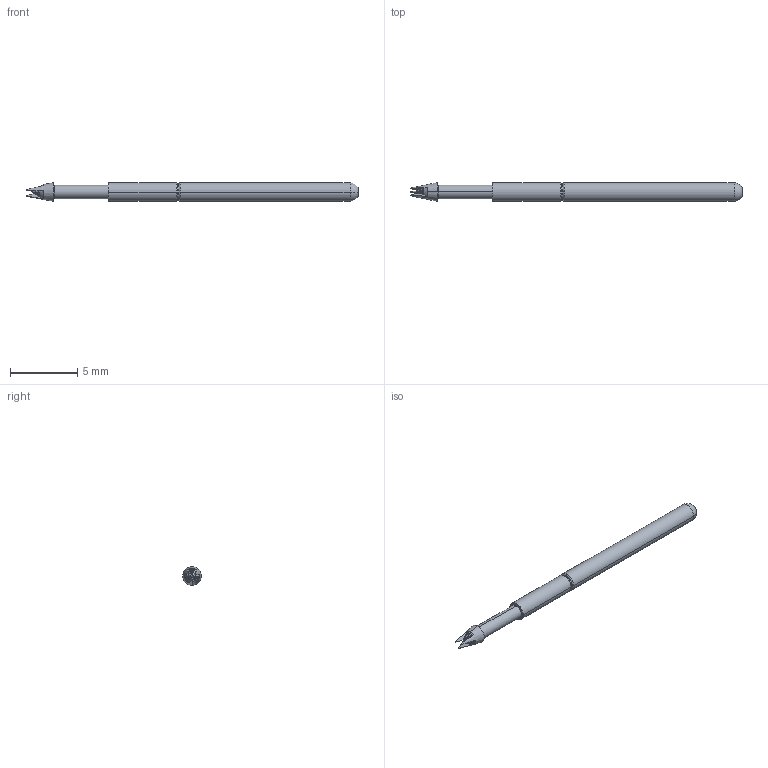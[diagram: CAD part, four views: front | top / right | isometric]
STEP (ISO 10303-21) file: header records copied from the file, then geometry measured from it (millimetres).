
FILE_DESCRIPTION (( 'STEP AP214' ), '1' );
FILE_NAME ('100-PL_1608_.STEP', '2016-05-10T14:47:40', ( 'spare' ), ( '' ), 'SwSTEP 2.0', 'SolidWorks 2016', '' );
FILE_SCHEMA (( 'AUTOMOTIVE_DESIGN' ));
Length unit declared in the file: inch
Products named in the file (1): 100-PL_1608_
Bounding box: 24.64 x 1.39 x 1.39 mm (x, y, z)
Volume: 31.5 mm3; surface area: 101.1 mm2
Topology: 1 solids, 1 shells, 60 faces, 136 edges, 79 vertices
Faces by surface type: cylinder 29, cone 14, torus 8, plane 7, sphere 2
Entity records: 2490 total; most frequent: CARTESIAN_POINT 447, ORIENTED_EDGE 264, DIRECTION 254, EDGE_CURVE 132, AXIS2_PLACEMENT_3D 119, VERTEX_POINT 77, EDGE_LOOP 63, LENGTH_MEASURE_WITH_UNIT 63
